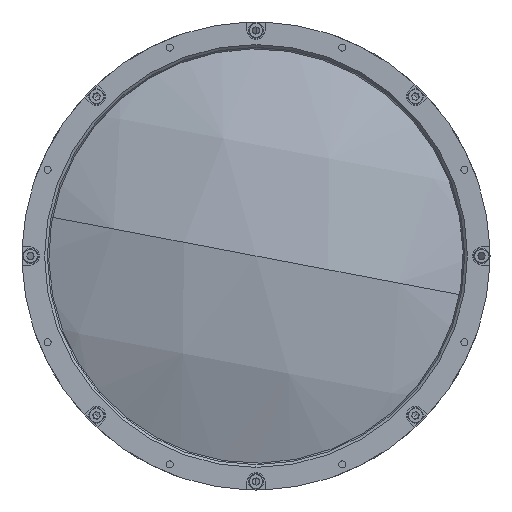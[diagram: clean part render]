
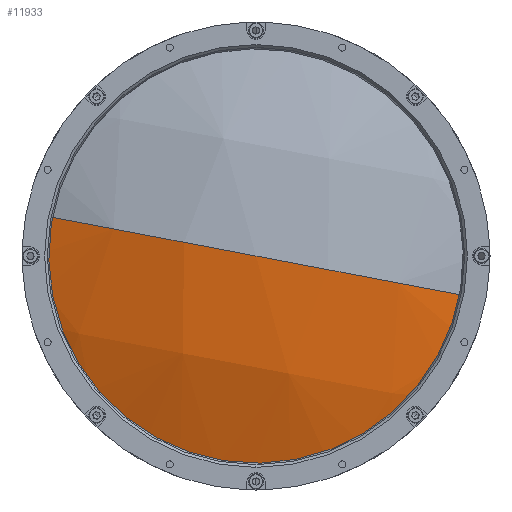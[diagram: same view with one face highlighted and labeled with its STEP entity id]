
A CAD part, left-side view. The second image highlights one B-rep face of the part: STEP entity #11933.
In plain terms, the highlighted spherical face has radius 192.8 mm.
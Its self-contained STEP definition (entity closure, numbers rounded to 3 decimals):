
#161 = CARTESIAN_POINT ( 'NONE',  ( 190.2, 0., 0. ) ) ;
#223 = FACE_OUTER_BOUND ( 'NONE', #4053, .T. ) ;
#1807 = DIRECTION ( 'NONE',  ( 0., 0.982, 0.187 ) ) ;
#2275 = CIRCLE ( 'NONE', #3407, 192.8 ) ;
#2690 = CIRCLE ( 'NONE', #15932, 192.8 ) ;
#3310 = DIRECTION ( 'NONE',  ( -1., 0., 0. ) ) ;
#3407 = AXIS2_PLACEMENT_3D ( 'NONE', #161, #11580, #1807 ) ;
#3758 = DIRECTION ( 'NONE',  ( 0., -0.187, 0.982 ) ) ;
#3924 = DIRECTION ( 'NONE',  ( 0., 0.187, -0.982 ) ) ;
#3991 = DIRECTION ( 'NONE',  ( 0., 0.982, 0.187 ) ) ;
#4053 = EDGE_LOOP ( 'NONE', ( #9985, #7456, #10405 ) ) ;
#4438 = CARTESIAN_POINT ( 'NONE',  ( -2.6, 0., 0. ) ) ;
#7456 = ORIENTED_EDGE ( 'NONE', *, *, #11815, .T. ) ;
#9362 = EDGE_CURVE ( 'NONE', #16269, #13714, #17386, .T. ) ;
#9985 = ORIENTED_EDGE ( 'NONE', *, *, #9362, .T. ) ;
#9994 = AXIS2_PLACEMENT_3D ( 'NONE', #13788, #3924, #3991 ) ;
#10405 = ORIENTED_EDGE ( 'NONE', *, *, #20890, .F. ) ;
#11580 = DIRECTION ( 'NONE',  ( 0., 0.187, -0.982 ) ) ;
#11815 = EDGE_CURVE ( 'NONE', #13714, #19930, #2275, .T. ) ;
#11933 = ADVANCED_FACE ( 'NONE', ( #223 ), #18062, .T. ) ;
#12806 = CARTESIAN_POINT ( 'NONE',  ( 13.011, 74.665, 14.182 ) ) ;
#13100 = CARTESIAN_POINT ( 'NONE',  ( 13.011, 0., 0. ) ) ;
#13552 = CARTESIAN_POINT ( 'NONE',  ( 190.2, 0., 0. ) ) ;
#13714 = VERTEX_POINT ( 'NONE', #19224 ) ;
#13788 = CARTESIAN_POINT ( 'NONE',  ( 190.2, 0., 0. ) ) ;
#14740 = DIRECTION ( 'NONE',  ( 0., 0.187, -0.982 ) ) ;
#15187 = DIRECTION ( 'NONE',  ( 0., -0.982, -0.187 ) ) ;
#15932 = AXIS2_PLACEMENT_3D ( 'NONE', #13552, #3758, #15187 ) ;
#16269 = VERTEX_POINT ( 'NONE', #12806 ) ;
#17386 = CIRCLE ( 'NONE', #18346, 76. ) ;
#18062 = SPHERICAL_SURFACE ( 'NONE', #9994, 192.8 ) ;
#18346 = AXIS2_PLACEMENT_3D ( 'NONE', #13100, #3310, #14740 ) ;
#19224 = CARTESIAN_POINT ( 'NONE',  ( 13.011, -74.665, -14.182 ) ) ;
#19930 = VERTEX_POINT ( 'NONE', #4438 ) ;
#20890 = EDGE_CURVE ( 'NONE', #16269, #19930, #2690, .T. ) ;
